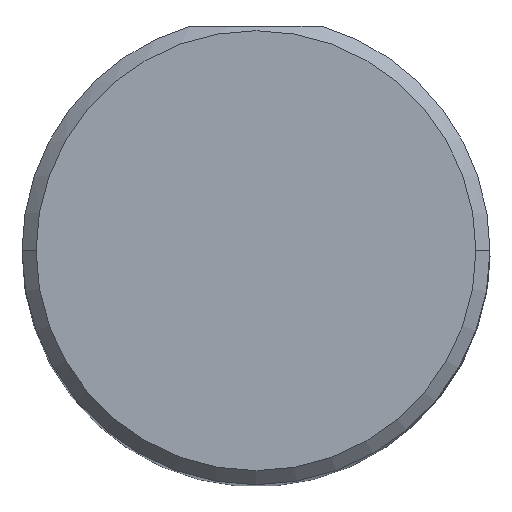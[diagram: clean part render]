
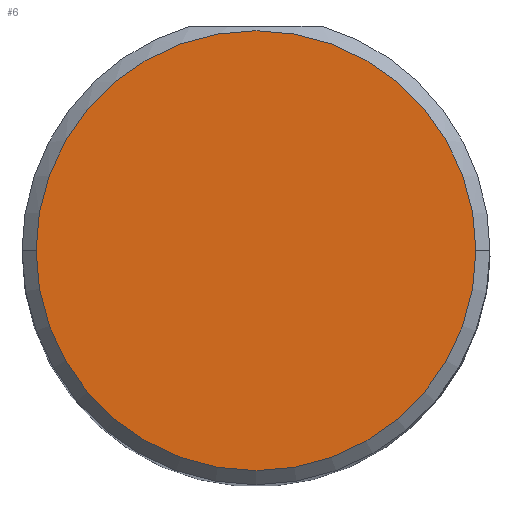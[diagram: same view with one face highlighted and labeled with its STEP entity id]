
A CAD part, top view. The second image highlights one B-rep face of the part: STEP entity #6.
In plain terms, the highlighted planar face has unit normal (0, 0, 1).
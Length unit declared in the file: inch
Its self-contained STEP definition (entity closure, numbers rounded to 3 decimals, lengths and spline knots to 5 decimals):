
#6 = ADVANCED_FACE ( 'NONE', ( #15 ), #361, .T. ) ;
#7 = CIRCLE ( 'NONE', #132, 0.235 ) ;
#14 = CIRCLE ( 'NONE', #477, 0.235 ) ;
#15 = FACE_OUTER_BOUND ( 'NONE', #278, .T. ) ;
#24 = DIRECTION ( 'NONE',  ( 1., 0., 0. ) ) ;
#40 = ORIENTED_EDGE ( 'NONE', *, *, #188, .T. ) ;
#87 = AXIS2_PLACEMENT_3D ( 'NONE', #104, #275, #461 ) ;
#104 = CARTESIAN_POINT ( 'NONE',  ( 0., 0., 4. ) ) ;
#114 = EDGE_CURVE ( 'NONE', #367, #347, #7, .T. ) ;
#132 = AXIS2_PLACEMENT_3D ( 'NONE', #374, #471, #24 ) ;
#135 = DIRECTION ( 'NONE',  ( 1., 0., 0. ) ) ;
#169 = DIRECTION ( 'NONE',  ( 0., 0., 1. ) ) ;
#182 = ORIENTED_EDGE ( 'NONE', *, *, #114, .T. ) ;
#188 = EDGE_CURVE ( 'NONE', #347, #367, #14, .T. ) ;
#225 = CARTESIAN_POINT ( 'NONE',  ( 0.235, 0., 4. ) ) ;
#275 = DIRECTION ( 'NONE',  ( 0., 0., 1. ) ) ;
#278 = EDGE_LOOP ( 'NONE', ( #40, #182 ) ) ;
#311 = CARTESIAN_POINT ( 'NONE',  ( -0.235, 0., 4. ) ) ;
#347 = VERTEX_POINT ( 'NONE', #311 ) ;
#361 = PLANE ( 'NONE',  #87 ) ;
#367 = VERTEX_POINT ( 'NONE', #225 ) ;
#374 = CARTESIAN_POINT ( 'NONE',  ( 0., 0., 4. ) ) ;
#438 = CARTESIAN_POINT ( 'NONE',  ( 0., 0., 4. ) ) ;
#461 = DIRECTION ( 'NONE',  ( 1., 0., 0. ) ) ;
#471 = DIRECTION ( 'NONE',  ( 0., 0., 1. ) ) ;
#477 = AXIS2_PLACEMENT_3D ( 'NONE', #438, #169, #135 ) ;
